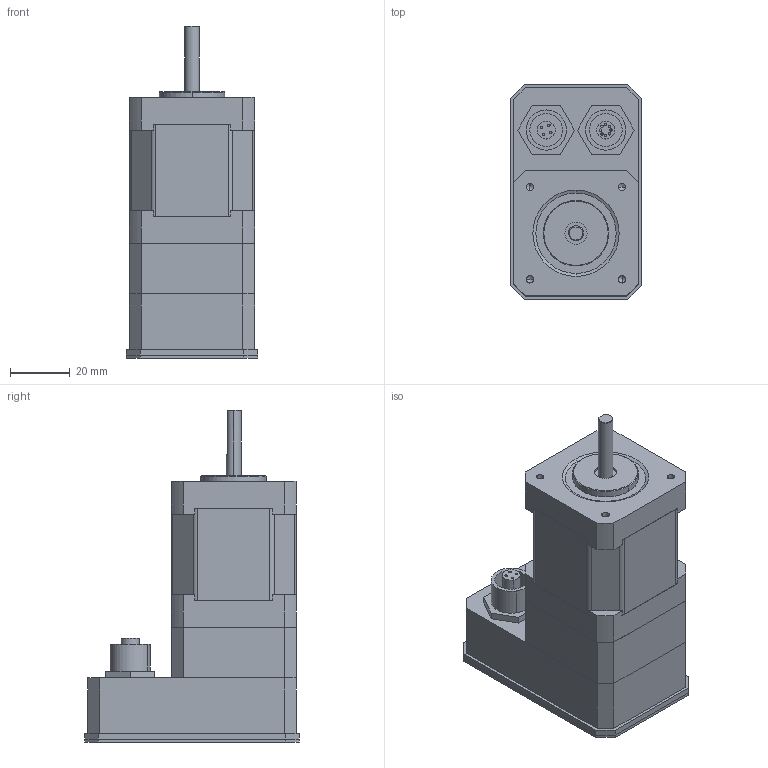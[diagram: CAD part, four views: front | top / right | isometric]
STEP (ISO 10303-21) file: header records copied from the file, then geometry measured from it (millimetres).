
FILE_DESCRIPTION (( 'STEP AP203' ), '1' );
FILE_NAME ('扁丝轴装配体.STEP', '2020-03-25T08:18:58', ( '微软用户' ), ( '微软中国' ), 'SwSTEP 2.0', 'SolidWorks 2016', '' );
FILE_SCHEMA (( 'CONFIG_CONTROL_DESIGN' ));
Length unit declared in the file: millimetre
Products named in the file (6): ST4118L0804-A; 航插接头_默认<按加工>; 扁丝轴_默认<按加工>; 航插接头 - 2_默认<按加工>; 晦佪粣蚾饜极; 底座_默认<按加工>
Assembly tree (5 placements, depth 2):
  晦佪粣蚾饜极
    底座_默认<按加工>
    ST4118L0804-A
    航插接头_默认<按加工>
    扁丝轴_默认<按加工>
    航插接头 - 2_默认<按加工>
Bounding box: 44 x 72 x 111.5 mm (x, y, z)
Volume: 95611.9 mm3; surface area: 44408.5 mm2
Topology: 7 solids, 14 shells, 272 faces, 792 edges, 530 vertices
Faces by surface type: plane 157, cylinder 74, cone 37, bspline 4
Entity records: 10618 total; most frequent: CARTESIAN_POINT 3004, DIRECTION 1419, ORIENTED_EDGE 1365, EDGE_CURVE 782, VERTEX_POINT 529, AXIS2_PLACEMENT_3D 484, LINE 451, VECTOR 451
